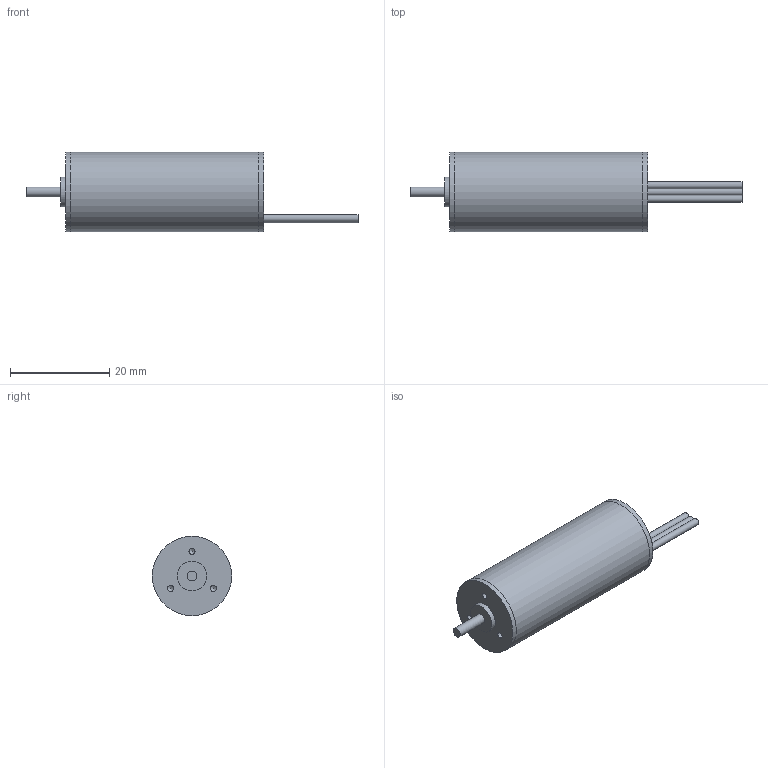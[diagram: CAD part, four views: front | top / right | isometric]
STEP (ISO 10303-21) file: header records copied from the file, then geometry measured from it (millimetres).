
FILE_DESCRIPTION(/* description */ (''),/* implementation_level */ '2;1');
FILE_NAME(/* name */ 'DS16M024250_A.stp',/* time_stamp */ '2015-09-16T14:45:41+02:00',/* author */ ('schneid_a'),/* organization */ (''),/* preprocessor_version */ 'ST-DEVELOPER v16.1',/* originating_system */ 'Autodesk Inventor 2016',/* authorisation */ '');
FILE_SCHEMA (('AUTOMOTIVE_DESIGN { 1 0 10303 214 3 1 1 }'));
Length unit declared in the file: centimetre
Products named in the file (1): DS16M024250_A
Bounding box: 67 x 16 x 16 mm (x, y, z)
Volume: 8142.3 mm3; surface area: 4047.1 mm2
Topology: 4 solids, 4 shells, 38 faces, 80 edges, 53 vertices
Faces by surface type: cylinder 23, plane 11, cone 4
Full cylindrical faces by diameter (mm): 1 x1, 1.221 x6, 1.993 x2, 2 x1, 4 x1, 6 x1, 16 x3
Entity records: 942 total; most frequent: DIRECTION 178, CARTESIAN_POINT 139, ORIENTED_EDGE 108, AXIS2_PLACEMENT_3D 85, EDGE_LOOP 72, EDGE_CURVE 54, CIRCLE 46, VERTEX_POINT 46
